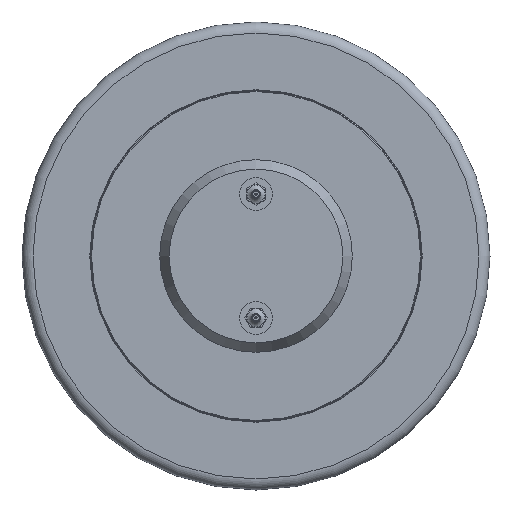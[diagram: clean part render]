
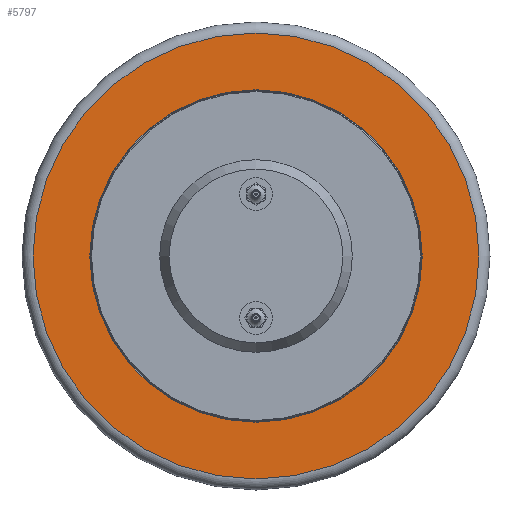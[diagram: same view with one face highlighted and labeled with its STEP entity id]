
A CAD part, left-side view. The second image highlights one B-rep face of the part: STEP entity #5797.
In plain terms, the highlighted planar face has unit normal (-1, 0, 0).
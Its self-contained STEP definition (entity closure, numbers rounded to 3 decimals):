
#234=FACE_BOUND('',#920,.T.);
#365=PLANE('',#6356);
#589=FACE_OUTER_BOUND('',#919,.T.);
#919=EDGE_LOOP('',(#4363,#4364));
#920=EDGE_LOOP('',(#4365,#4366));
#1369=CIRCLE('',#6335,120.75);
#1370=CIRCLE('',#6336,120.75);
#1384=CIRCLE('',#6354,162.);
#1385=CIRCLE('',#6355,162.);
#2433=VERTEX_POINT('',#9586);
#2434=VERTEX_POINT('',#9588);
#2446=VERTEX_POINT('',#9620);
#2447=VERTEX_POINT('',#9622);
#3147=EDGE_CURVE('',#2434,#2433,#1369,.T.);
#3148=EDGE_CURVE('',#2433,#2434,#1370,.T.);
#3164=EDGE_CURVE('',#2446,#2447,#1384,.T.);
#3165=EDGE_CURVE('',#2447,#2446,#1385,.T.);
#4363=ORIENTED_EDGE('',*,*,#3165,.F.);
#4364=ORIENTED_EDGE('',*,*,#3164,.F.);
#4365=ORIENTED_EDGE('',*,*,#3147,.T.);
#4366=ORIENTED_EDGE('',*,*,#3148,.T.);
#5797=ADVANCED_FACE('',(#589,#234),#365,.T.);
#6335=AXIS2_PLACEMENT_3D('',#9589,#7558,#7559);
#6336=AXIS2_PLACEMENT_3D('',#9590,#7560,#7561);
#6354=AXIS2_PLACEMENT_3D('',#9623,#7598,#7599);
#6355=AXIS2_PLACEMENT_3D('',#9624,#7600,#7601);
#6356=AXIS2_PLACEMENT_3D('',#9625,#7602,#7603);
#7558=DIRECTION('center_axis',(1.,0.,0.));
#7559=DIRECTION('ref_axis',(0.,1.,0.));
#7560=DIRECTION('center_axis',(1.,0.,0.));
#7561=DIRECTION('ref_axis',(0.,1.,0.));
#7598=DIRECTION('center_axis',(1.,0.,0.));
#7599=DIRECTION('ref_axis',(0.,-1.,0.));
#7600=DIRECTION('center_axis',(1.,0.,0.));
#7601=DIRECTION('ref_axis',(0.,-1.,0.));
#7602=DIRECTION('center_axis',(-1.,0.,0.));
#7603=DIRECTION('ref_axis',(0.,0.,
1.));
#9586=CARTESIAN_POINT('',(-70.749,-201.91,-29.65));
#9588=CARTESIAN_POINT('',(-70.749,39.59,-29.65));
#9589=CARTESIAN_POINT('Origin',(-70.749,-81.16,-29.65));
#9590=CARTESIAN_POINT('Origin',(-70.749,-81.16,-29.65));
#9620=CARTESIAN_POINT('',(-70.749,-81.16,132.35));
#9622=CARTESIAN_POINT('',(-70.749,80.84,-29.65));
#9623=CARTESIAN_POINT('Origin',(-70.749,-81.16,-29.65));
#9624=CARTESIAN_POINT('Origin',(-70.749,-81.16,-29.65));
#9625=CARTESIAN_POINT('Origin',(-70.749,69.59,-29.65));
